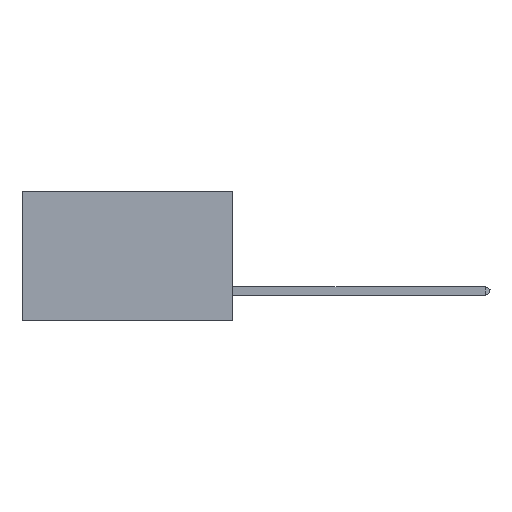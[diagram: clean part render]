
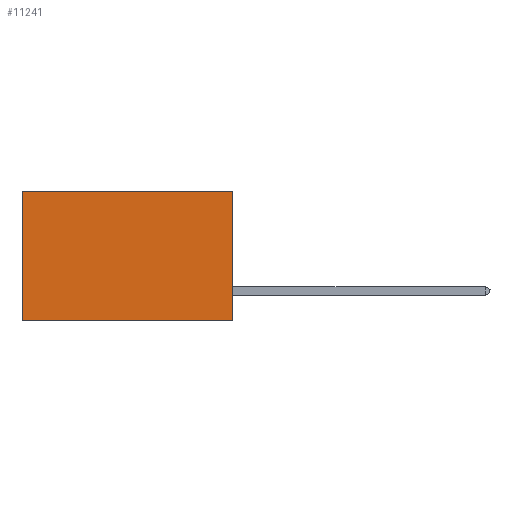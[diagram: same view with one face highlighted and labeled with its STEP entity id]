
A CAD part, left-side view. The second image highlights one B-rep face of the part: STEP entity #11241.
In plain terms, the highlighted planar face has unit normal (-1, 0, 0).
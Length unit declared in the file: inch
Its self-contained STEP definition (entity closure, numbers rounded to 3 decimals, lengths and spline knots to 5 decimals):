
#395 = LINE ( 'NONE', #3464, #25001 ) ;
#693 = DIRECTION ( 'NONE',  ( 0., 0., -1. ) ) ;
#1859 = DIRECTION ( 'NONE',  ( 1., 0., 0. ) ) ;
#3464 = CARTESIAN_POINT ( 'NONE',  ( 0.2875, 0., 0. ) ) ;
#4742 = AXIS2_PLACEMENT_3D ( 'NONE', #16866, #1859, #23836 ) ;
#6915 = ORIENTED_EDGE ( 'NONE', *, *, #18787, .T. ) ;
#7427 = ORIENTED_EDGE ( 'NONE', *, *, #29820, .F. ) ;
#9324 = VECTOR ( 'NONE', #15247, 39.37008 ) ;
#11241 = ADVANCED_FACE ( 'NONE', ( #17470 ), #31790, .F. ) ;
#13540 = DIRECTION ( 'NONE',  ( 0., 0., -1. ) ) ;
#13882 = VERTEX_POINT ( 'NONE', #20537 ) ;
#15096 = EDGE_CURVE ( 'NONE', #23464, #18405, #395, .T. ) ;
#15217 = LINE ( 'NONE', #30177, #9324 ) ;
#15247 = DIRECTION ( 'NONE',  ( 0., 1., 0. ) ) ;
#15700 = CARTESIAN_POINT ( 'NONE',  ( 0.2875, 0.6, 0. ) ) ;
#16637 = LINE ( 'NONE', #15700, #22467 ) ;
#16804 = CARTESIAN_POINT ( 'NONE',  ( 0.2875, 0., -0.37 ) ) ;
#16866 = CARTESIAN_POINT ( 'NONE',  ( 0.2875, 0., 0. ) ) ;
#17470 = FACE_OUTER_BOUND ( 'NONE', #29580, .T. ) ;
#18375 = CARTESIAN_POINT ( 'NONE',  ( 0.2875, 0., -0.37 ) ) ;
#18376 = VECTOR ( 'NONE', #31737, 39.37008 ) ;
#18405 = VERTEX_POINT ( 'NONE', #18375 ) ;
#18787 = EDGE_CURVE ( 'NONE', #23568, #13882, #16637, .T. ) ;
#20537 = CARTESIAN_POINT ( 'NONE',  ( 0.2875, 0.6, -0.37 ) ) ;
#22403 = EDGE_CURVE ( 'NONE', #23464, #23568, #15217, .T. ) ;
#22467 = VECTOR ( 'NONE', #693, 39.37008 ) ;
#23464 = VERTEX_POINT ( 'NONE', #28940 ) ;
#23568 = VERTEX_POINT ( 'NONE', #26519 ) ;
#23836 = DIRECTION ( 'NONE',  ( 0., 0., -1. ) ) ;
#24333 = ORIENTED_EDGE ( 'NONE', *, *, #22403, .T. ) ;
#25001 = VECTOR ( 'NONE', #13540, 39.37008 ) ;
#25665 = ORIENTED_EDGE ( 'NONE', *, *, #15096, .F. ) ;
#26519 = CARTESIAN_POINT ( 'NONE',  ( 0.2875, 0.6, 0. ) ) ;
#28940 = CARTESIAN_POINT ( 'NONE',  ( 0.2875, 0., 0. ) ) ;
#29580 = EDGE_LOOP ( 'NONE', ( #6915, #7427, #25665, #24333 ) ) ;
#29820 = EDGE_CURVE ( 'NONE', #18405, #13882, #32013, .T. ) ;
#30177 = CARTESIAN_POINT ( 'NONE',  ( 0.2875, 0., 0. ) ) ;
#31737 = DIRECTION ( 'NONE',  ( 0., 1., 0. ) ) ;
#31790 = PLANE ( 'NONE',  #4742 ) ;
#32013 = LINE ( 'NONE', #16804, #18376 ) ;
